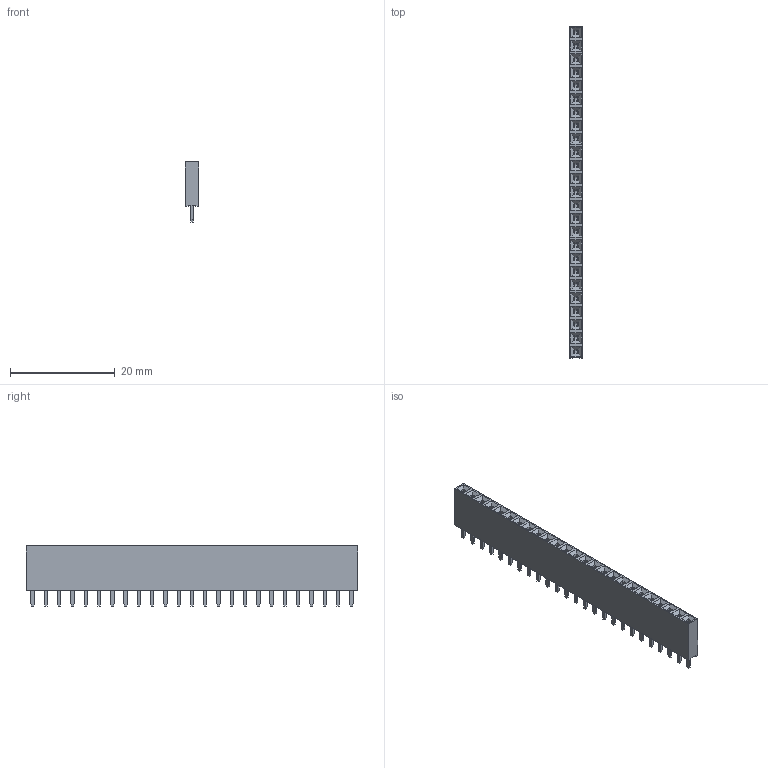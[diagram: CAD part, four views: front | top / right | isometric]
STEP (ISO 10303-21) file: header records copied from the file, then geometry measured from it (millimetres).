
FILE_DESCRIPTION(('FreeCAD Model'),'2;1');
FILE_NAME('Open CASCADE Shape Model','2023-05-12T03:18:24',( 'kicad StepUp'),('ksu MCAD'),'Open CASCADE STEP processor 7.6', 'FreeCAD','Unknown');
FILE_SCHEMA(('AUTOMOTIVE_DESIGN { 1 0 10303 214 1 1 1 1 }'));
Length unit declared in the file: millimetre
Products named in the file (27): Female_Header_1x25_P2.54_H8.5_straight; Pin_One024; Epoxy_Body024; Body337; Body338; Body339; Body340; Body341; Body342; Body343; Body344; Body345; Body334; Body346; Body347; Body348; Body349; Body350; Body351; Body352; Body353; Body354; Body355; Body356; Body357; Body358; Body359
Assembly tree (26 placements, depth 2):
  Female_Header_1x25_P2.54_H8.5_straight
    Pin_One024
    Epoxy_Body024
    Body337
    Body338
    Body339
    Body340
    Body341
    Body342
    Body343
    Body344
    Body345
    Body334
    Body346
    Body347
    Body348
    Body349
    Body350
    Body351
    Body352
    Body353
    Body354
    Body355
    Body356
    Body357
    Body358
    Body359
Bounding box: 2.5 x 63.5 x 11.5 mm (x, y, z)
Volume: 1167.8 mm3; surface area: 3392 mm2
Topology: 26 solids, 26 shells, 1012 faces, 2830 edges, 1870 vertices
Faces by surface type: plane 735, cylinder 177, bspline 100
Entity records: 32849 total; most frequent: CARTESIAN_POINT 6139, ORIENTED_EDGE 5660, DIRECTION 5012, EDGE_CURVE 2830, LINE 2326, VECTOR 2326, VERTEX_POINT 1870, AXIS2_PLACEMENT_3D 1343
